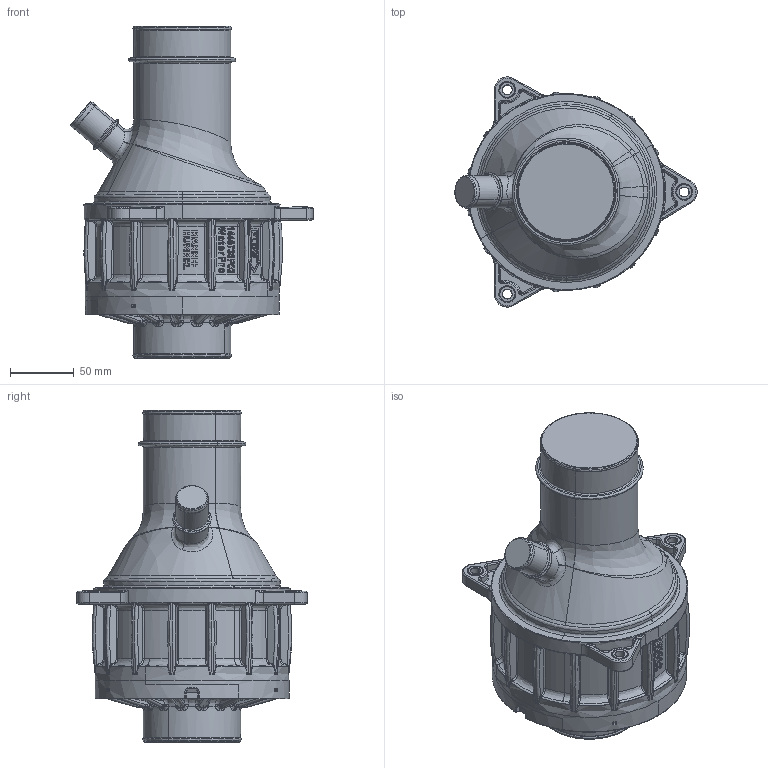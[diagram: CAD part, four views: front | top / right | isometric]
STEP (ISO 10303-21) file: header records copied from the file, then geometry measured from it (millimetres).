
FILE_DESCRIPTION(('CATIA V5 STEP','CAx-IF Rec.Pracs.--- Model Styling and Organization---1.5--- 2016-08-15','CAx-IF Rec.Pracs.---Supplemental Geometry---1.0---2011-11-01','CAx-IF Rec.Pracs.--- Composite Materials ---1.1---2010-07-15'),'2;1');
FILE_NAME('__1445730P02_ME_F_001-00_DUMMY.stp','2023-08-01T08:43:01+00:00',('none'),('none'),'CATIA Version 5-6 Release 2022 SP3 HF13','CATIA V5 STEP AP214 v2','none');
FILE_SCHEMA(('AUTOMOTIVE_DESIGN { 1 0 10303 214 1 1 1 1 }'));
Products named in the file (1): 1445731P02_3D_F_1-00
Bounding box: 189.75 x 180.3 x 260.02 mm (x, y, z)
Volume: 2556997.8 mm3; surface area: 149276 mm2
Topology: 4 solids, 4 shells, 2152 faces, 5738 edges, 3637 vertices
Faces by surface type: bspline 1330, plane 497, cylinder 301, cone 24
Entity records: 90783 total; most frequent: CARTESIAN_POINT 50983, ORIENTED_EDGE 11442, EDGE_CURVE 5721, B_SPLINE_CURVE_WITH_KNOTS 4250, VERTEX_POINT 3637, DIRECTION 2651, EDGE_LOOP 2224, ADVANCED_FACE 2152
